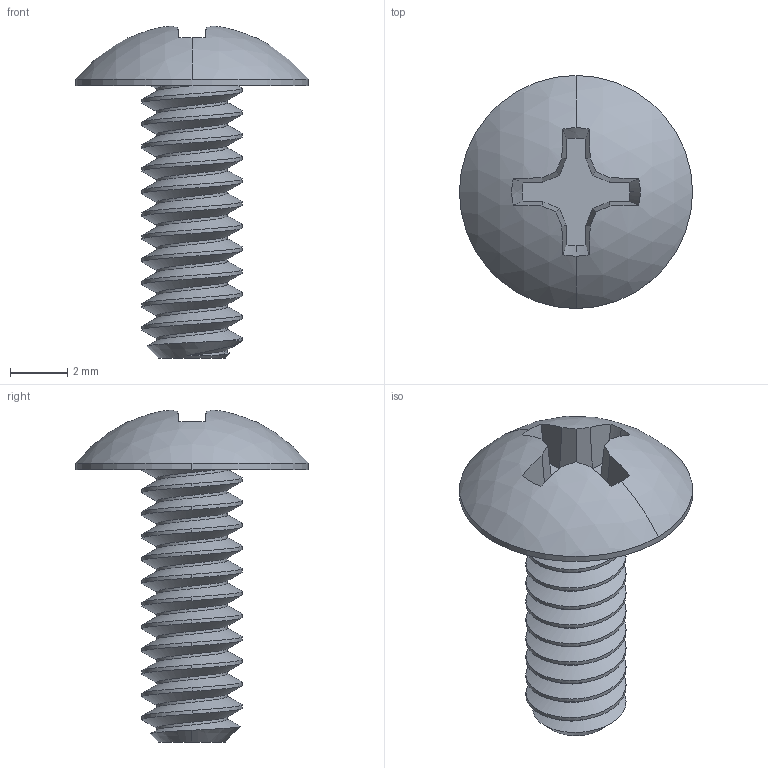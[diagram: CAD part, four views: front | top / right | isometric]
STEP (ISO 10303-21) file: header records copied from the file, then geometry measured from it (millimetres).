
FILE_DESCRIPTION (( 'STEP AP203' ), '1' );
FILE_NAME ('91770A146.step', '2012-07-03T21:33:10', ( 'Admin' ), ( 'Microsoft' ), 'SwSTEP 2.0', 'SolidWorks 2012', '' );
FILE_SCHEMA (( 'CONFIG_CONTROL_DESIGN' ));
Length unit declared in the file: inch
Products named in the file (1): 91770A146
Bounding box: 8.15 x 8.15 x 11.61 mm (x, y, z)
Volume: 123.1 mm3; surface area: 296.2 mm2
Topology: 1 solids, 1 shells, 59 faces, 166 edges, 110 vertices
Faces by surface type: cylinder 26, plane 19, cone 9, bspline 3, sphere 2
Entity records: 4098 total; most frequent: CARTESIAN_POINT 2642, ORIENTED_EDGE 332, DIRECTION 256, EDGE_CURVE 166, VERTEX_POINT 110, AXIS2_PLACEMENT_3D 99, EDGE_LOOP 60, ADVANCED_FACE 59
